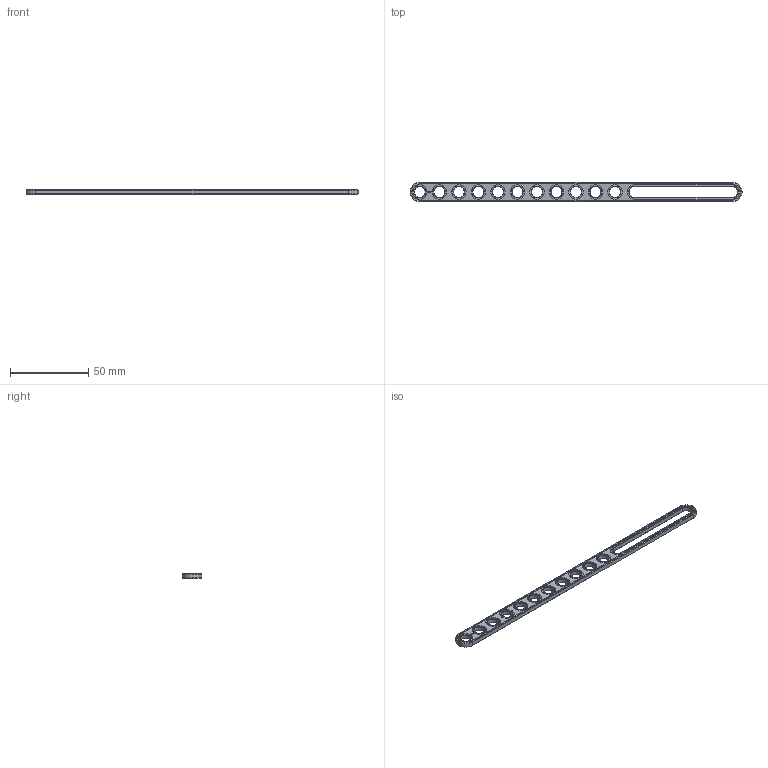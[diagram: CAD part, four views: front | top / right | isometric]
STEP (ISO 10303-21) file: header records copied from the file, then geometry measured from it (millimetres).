
FILE_DESCRIPTION(('FreeCAD Model'),'2;1');
FILE_NAME('Open CASCADE Shape Model','2021-02-26T21:19:40',( 'Paulo Kiefe'),('STEMFIE.org'),'Open CASCADE STEP processor 7.4', 'FreeCAD','Unknown');
FILE_SCHEMA(('AUTOMOTIVE_DESIGN { 1 0 10303 214 1 1 1 1 }'));
Length unit declared in the file: millimetre
Products named in the file (1): Brace_STR_SLT_SE_ERR_-_BU17x01x00.25x06_SPN-BRC-0231_(stemfie.org)
Bounding box: 212.5 x 12.5 x 3.12 mm (x, y, z)
Volume: 5156.3 mm3; surface area: 5928.2 mm2
Topology: 1 solids, 1 shells, 604 faces, 1644 edges, 1087 vertices
Faces by surface type: plane 348, extrusion 196, cone 30, cylinder 30
Full cylindrical faces by diameter (mm): 7 x11, 9.2 x11
Entity records: 41876 total; most frequent: CARTESIAN_POINT 10404, DIRECTION 5034, VECTOR 3976, LINE 3780, ORIENTED_EDGE 3288, PCURVE 3288, DEFINITIONAL_REPRESENTATION 3288, EDGE_CURVE 1644
